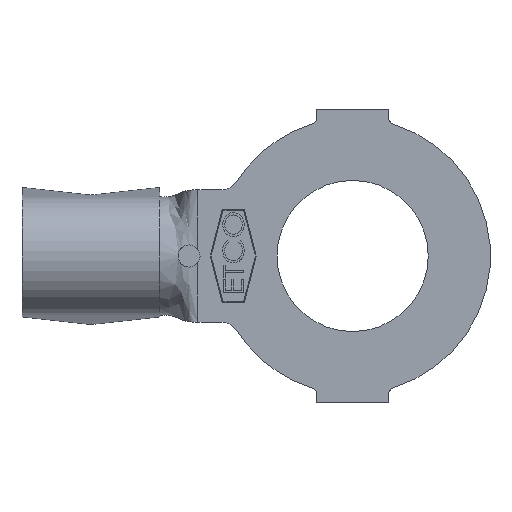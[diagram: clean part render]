
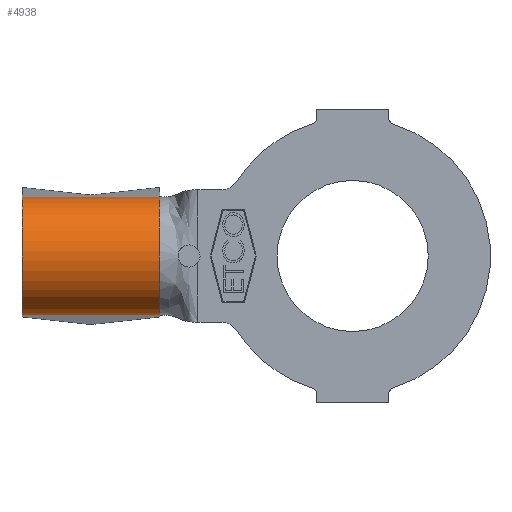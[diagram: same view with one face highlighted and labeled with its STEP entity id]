
A CAD part, front view. The second image highlights one B-rep face of the part: STEP entity #4938.
In plain terms, the highlighted cylindrical face has radius 1.702 mm (diameter 3.404 mm), a partial arc.
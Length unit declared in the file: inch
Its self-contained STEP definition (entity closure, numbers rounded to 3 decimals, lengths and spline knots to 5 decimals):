
#30 = CARTESIAN_POINT ( 'NONE',  ( -0.374, 0.0596, -0.06659 ) ) ;
#250 = ORIENTED_EDGE ( 'NONE', *, *, #3110, .F. ) ;
#266 = ORIENTED_EDGE ( 'NONE', *, *, #2809, .T. ) ;
#362 = CARTESIAN_POINT ( 'NONE',  ( -0.374, 0.067, 0. ) ) ;
#827 = DIRECTION ( 'NONE',  ( 0., 0., -1. ) ) ;
#1024 = VECTOR ( 'NONE', #2393, 39.37008 ) ;
#1038 = CARTESIAN_POINT ( 'NONE',  ( -0.218, 0.0596, 0.06659 ) ) ;
#1207 = CARTESIAN_POINT ( 'NONE',  ( -0.218, 0.0596, -0.06659 ) ) ;
#1336 = CARTESIAN_POINT ( 'NONE',  ( -0.218, 0.067, 0. ) ) ;
#1385 = VERTEX_POINT ( 'NONE', #1038 ) ;
#1470 = VECTOR ( 'NONE', #5081, 39.37008 ) ;
#1572 = VERTEX_POINT ( 'NONE', #1207 ) ;
#1773 = AXIS2_PLACEMENT_3D ( 'NONE', #362, #3562, #827 ) ;
#1808 = DIRECTION ( 'NONE',  ( 0., 0., -1. ) ) ;
#1818 = CYLINDRICAL_SURFACE ( 'NONE', #3938, 0.067 ) ;
#2170 = EDGE_CURVE ( 'NONE', #1385, #1572, #2748, .T. ) ;
#2393 = DIRECTION ( 'NONE',  ( 1., 0., 0. ) ) ;
#2459 = CIRCLE ( 'NONE', #1773, 0.067 ) ;
#2489 = EDGE_CURVE ( 'NONE', #3347, #1572, #3746, .T. ) ;
#2540 = CARTESIAN_POINT ( 'NONE',  ( -0.374, 0.0596, -0.06659 ) ) ;
#2748 = CIRCLE ( 'NONE', #4730, 0.067 ) ;
#2809 = EDGE_CURVE ( 'NONE', #4213, #3347, #2459, .T. ) ;
#2819 = CARTESIAN_POINT ( 'NONE',  ( -0.374, 0.067, 0. ) ) ;
#3110 = EDGE_CURVE ( 'NONE', #4213, #1385, #4536, .T. ) ;
#3252 = DIRECTION ( 'NONE',  ( 1., 0., 0. ) ) ;
#3287 = EDGE_LOOP ( 'NONE', ( #4357, #250, #266, #3552 ) ) ;
#3347 = VERTEX_POINT ( 'NONE', #2540 ) ;
#3552 = ORIENTED_EDGE ( 'NONE', *, *, #2489, .T. ) ;
#3562 = DIRECTION ( 'NONE',  ( 1., 0., 0. ) ) ;
#3746 = LINE ( 'NONE', #30, #1470 ) ;
#3938 = AXIS2_PLACEMENT_3D ( 'NONE', #2819, #3252, #5089 ) ;
#4213 = VERTEX_POINT ( 'NONE', #4414 ) ;
#4357 = ORIENTED_EDGE ( 'NONE', *, *, #2170, .F. ) ;
#4414 = CARTESIAN_POINT ( 'NONE',  ( -0.374, 0.0596, 0.06659 ) ) ;
#4533 = DIRECTION ( 'NONE',  ( 1., 0., 0. ) ) ;
#4536 = LINE ( 'NONE', #5111, #1024 ) ;
#4730 = AXIS2_PLACEMENT_3D ( 'NONE', #1336, #4533, #1808 ) ;
#4938 = ADVANCED_FACE ( 'NONE', ( #5425 ), #1818, .T. ) ;
#5081 = DIRECTION ( 'NONE',  ( 1., 0., 0. ) ) ;
#5089 = DIRECTION ( 'NONE',  ( 0., 0., -1. ) ) ;
#5111 = CARTESIAN_POINT ( 'NONE',  ( -0.374, 0.0596, 0.06659 ) ) ;
#5425 = FACE_OUTER_BOUND ( 'NONE', #3287, .T. ) ;
